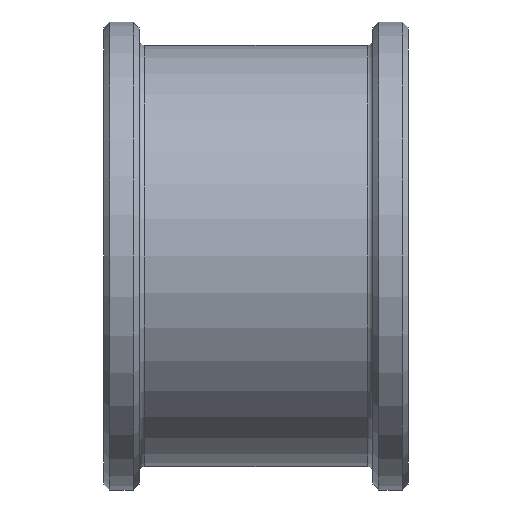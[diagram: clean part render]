
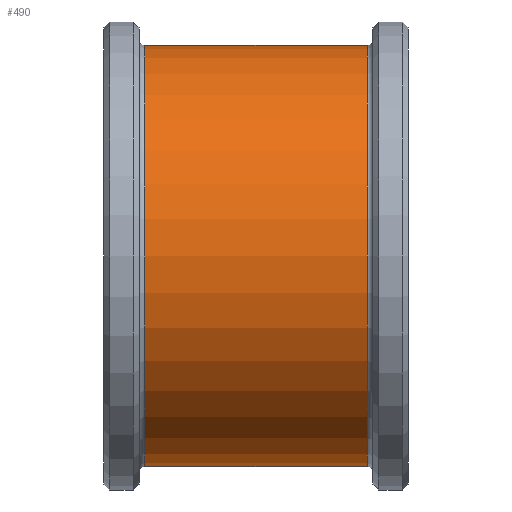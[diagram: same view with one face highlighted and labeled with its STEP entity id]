
A CAD part, front view. The second image highlights one B-rep face of the part: STEP entity #490.
In plain terms, the highlighted cylindrical face has radius 9 mm (diameter 18 mm), a partial arc.
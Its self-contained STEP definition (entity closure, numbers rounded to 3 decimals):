
#15 = VERTEX_POINT ( 'NONE', #509 ) ;
#31 = DIRECTION ( 'NONE',  ( 1., 0., 0. ) ) ;
#34 = DIRECTION ( 'NONE',  ( 1., 0., 0. ) ) ;
#87 = CYLINDRICAL_SURFACE ( 'NONE', #134, 9. ) ;
#112 = LINE ( 'NONE', #355, #289 ) ;
#134 = AXIS2_PLACEMENT_3D ( 'NONE', #147, #31, #498 ) ;
#147 = CARTESIAN_POINT ( 'NONE',  ( 0., 0., 0. ) ) ;
#169 = CARTESIAN_POINT ( 'NONE',  ( 4.75, 0., -9. ) ) ;
#174 = VERTEX_POINT ( 'NONE', #348 ) ;
#177 = ORIENTED_EDGE ( 'NONE', *, *, #421, .T. ) ;
#207 = DIRECTION ( 'NONE',  ( 1., 0., 0. ) ) ;
#262 = VECTOR ( 'NONE', #34, 1000. ) ;
#267 = CARTESIAN_POINT ( 'NONE',  ( 4.75, 0., 0. ) ) ;
#289 = VECTOR ( 'NONE', #364, 1000. ) ;
#299 = CARTESIAN_POINT ( 'NONE',  ( -4.75, 0., 9. ) ) ;
#308 = ORIENTED_EDGE ( 'NONE', *, *, #469, .T. ) ;
#348 = CARTESIAN_POINT ( 'NONE',  ( 4.75, 0., 9. ) ) ;
#354 = AXIS2_PLACEMENT_3D ( 'NONE', #267, #741, #561 ) ;
#355 = CARTESIAN_POINT ( 'NONE',  ( 0., 0., 9. ) ) ;
#363 = ORIENTED_EDGE ( 'NONE', *, *, #592, .T. ) ;
#364 = DIRECTION ( 'NONE',  ( 1., 0., 0. ) ) ;
#390 = CARTESIAN_POINT ( 'NONE',  ( 0., 0., -9. ) ) ;
#421 = EDGE_CURVE ( 'NONE', #673, #174, #480, .T. ) ;
#469 = EDGE_CURVE ( 'NONE', #15, #673, #515, .T. ) ;
#472 = ORIENTED_EDGE ( 'NONE', *, *, #755, .F. ) ;
#480 = CIRCLE ( 'NONE', #354, 9. ) ;
#490 = ADVANCED_FACE ( 'NONE', ( #628 ), #87, .T. ) ;
#498 = DIRECTION ( 'NONE',  ( 0., 0., -1. ) ) ;
#509 = CARTESIAN_POINT ( 'NONE',  ( -4.75, 0., -9. ) ) ;
#515 = LINE ( 'NONE', #390, #262 ) ;
#557 = EDGE_LOOP ( 'NONE', ( #472, #363, #308, #177 ) ) ;
#561 = DIRECTION ( 'NONE',  ( 0., 0., 1. ) ) ;
#578 = DIRECTION ( 'NONE',  ( 0., 0., -1. ) ) ;
#592 = EDGE_CURVE ( 'NONE', #639, #15, #644, .T. ) ;
#593 = CARTESIAN_POINT ( 'NONE',  ( -4.75, 0., 0. ) ) ;
#628 = FACE_OUTER_BOUND ( 'NONE', #557, .T. ) ;
#639 = VERTEX_POINT ( 'NONE', #299 ) ;
#644 = CIRCLE ( 'NONE', #749, 9. ) ;
#673 = VERTEX_POINT ( 'NONE', #169 ) ;
#741 = DIRECTION ( 'NONE',  ( -1., 0., 0. ) ) ;
#749 = AXIS2_PLACEMENT_3D ( 'NONE', #593, #207, #578 ) ;
#755 = EDGE_CURVE ( 'NONE', #639, #174, #112, .T. ) ;
